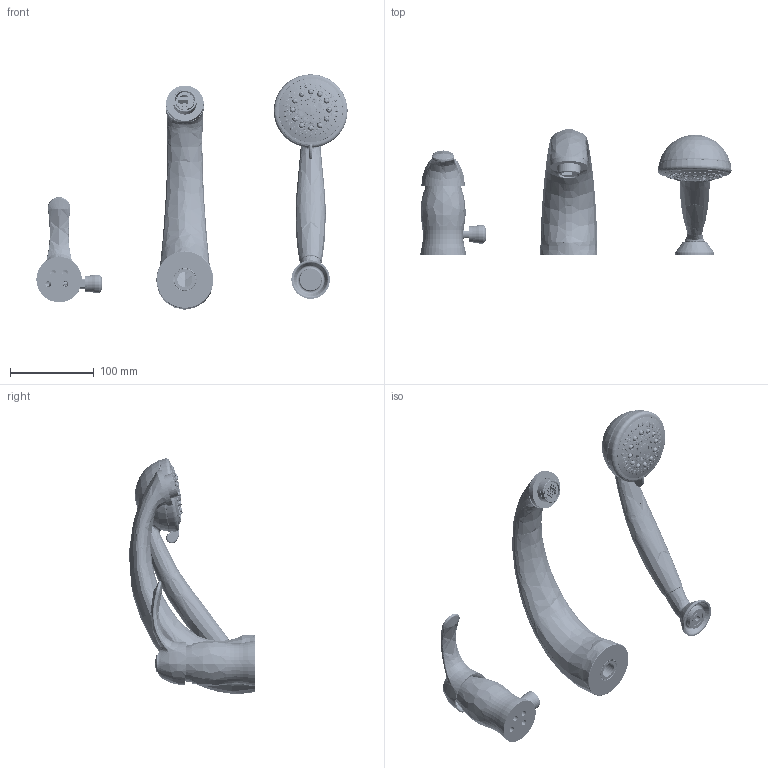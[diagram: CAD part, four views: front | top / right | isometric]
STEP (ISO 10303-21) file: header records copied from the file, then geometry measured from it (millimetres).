
FILE_DESCRIPTION((''),'2;1');
FILE_NAME('FA045CR','2021-11-10T08:58:37',('ut3'),('PAFFONI SpA'),'CREO PARAMETRIC BY PTC INC, 2020044','CREO PARAMETRIC BY PTC INC, 2020044','');
FILE_SCHEMA(('CONFIG_CONTROL_DESIGN','SHAPE_APPEARANCE_LAYERS_GROUPS'));
Products named in the file (1): FA045CR
Bounding box: 371.15 x 150.69 x 280.75 mm (x, y, z)
Volume: 578989 mm3; surface area: 301903.9 mm2
Topology: 6 solids, 7 shells, 5694 faces, 15686 edges, 10051 vertices
Faces by surface type: plane 3053, cylinder 1139, bspline 446, cone 417, torus 412, sphere 125, extrusion 98, revolution 4
Entity records: 306383 total; most frequent: CARTESIAN_POINT 121123, ORIENTED_EDGE 31328, DIRECTION 28995, EDGE_CURVE 15664, AXIS2_PLACEMENT_3D 10519, VERTEX_POINT 10051, VECTOR 7953, LINE 7855
